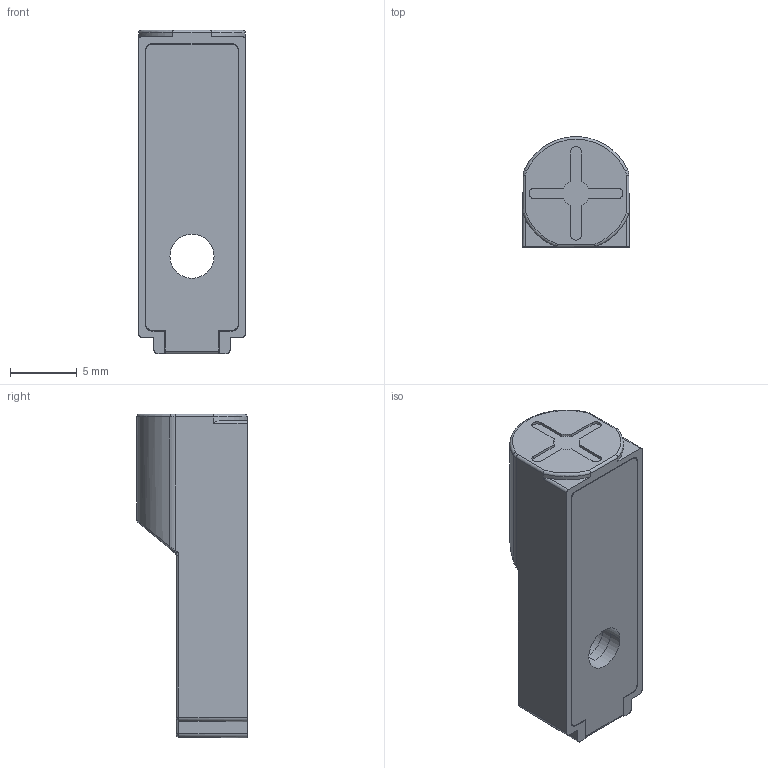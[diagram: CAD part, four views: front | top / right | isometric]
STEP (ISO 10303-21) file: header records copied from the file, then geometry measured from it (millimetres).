
FILE_DESCRIPTION((''),'2;1');
FILE_NAME('20200310-B_118','2020-07-17T',('admin'),(''),'PRO/ENGINEER BY PARAMETRIC TECHNOLOGY CORPORATION, 2008380','PRO/ENGINEER BY PARAMETRIC TECHNOLOGY CORPORATION, 2008380','');
FILE_SCHEMA(('CONFIG_CONTROL_DESIGN'));
Length unit declared in the file: millimetre
Products named in the file (1): 20200310-B_118
Bounding box: 8 x 8.25 x 24.2 mm (x, y, z)
Volume: 449.8 mm3; surface area: 1509.5 mm2
Topology: 1 solids, 2 shells, 154 faces, 416 edges, 269 vertices
Faces by surface type: plane 71, cylinder 55, bspline 13, cone 10, torus 5
Entity records: 5398 total; most frequent: CARTESIAN_POINT 1542, ORIENTED_EDGE 832, DIRECTION 753, EDGE_CURVE 416, VERTEX_POINT 269, AXIS2_PLACEMENT_3D 252, VECTOR 249, LINE 249
